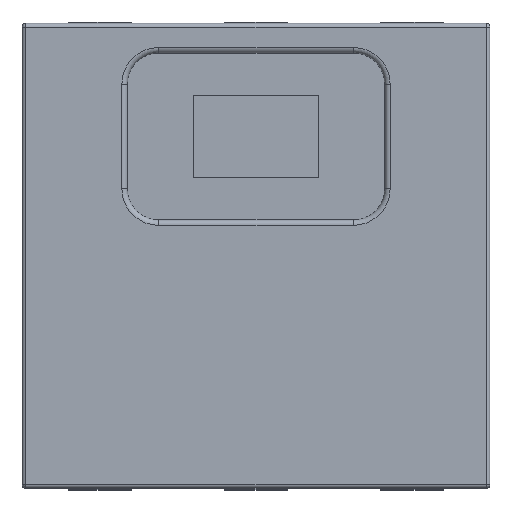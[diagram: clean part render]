
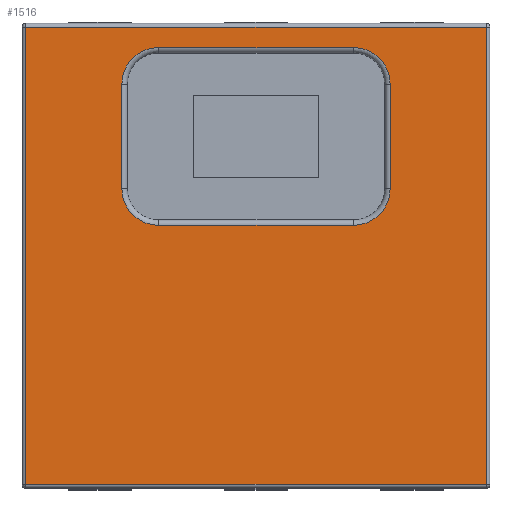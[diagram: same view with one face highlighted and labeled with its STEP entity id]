
A CAD part, top view. The second image highlights one B-rep face of the part: STEP entity #1516.
In plain terms, the highlighted face is planar.
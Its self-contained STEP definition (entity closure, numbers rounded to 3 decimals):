
#23=FACE_BOUND('',#536,.T.);
#28=PLANE('',#1641);
#81=LINE('',#2227,#247);
#85=LINE('',#2243,#251);
#87=LINE('',#2246,#253);
#89=LINE('',#2249,#255);
#129=LINE('',#2346,#295);
#130=LINE('',#2350,#296);
#131=LINE('',#2354,#297);
#132=LINE('',#2358,#298);
#247=VECTOR('',#1783,10.);
#251=VECTOR('',#1801,10.);
#253=VECTOR('',#1805,10.);
#255=VECTOR('',#1809,10.);
#295=VECTOR('',#1879,10.);
#296=VECTOR('',#1882,10.);
#297=VECTOR('',#1885,10.);
#298=VECTOR('',#1888,10.);
#449=FACE_OUTER_BOUND('',#535,.T.);
#535=EDGE_LOOP('',(#1125,#1126,#1127,#1128));
#536=EDGE_LOOP('',(#1129,#1130,#1131,#1132,#1133,#1134,#1135,#1136));
#632=CIRCLE('',#1642,0.235);
#633=CIRCLE('',#1643,0.235);
#634=CIRCLE('',#1644,0.235);
#635=CIRCLE('',#1645,0.235);
#663=VERTEX_POINT('',#2197);
#665=VERTEX_POINT('',#2202);
#670=VERTEX_POINT('',#2215);
#675=VERTEX_POINT('',#2231);
#719=VERTEX_POINT('',#2344);
#720=VERTEX_POINT('',#2345);
#721=VERTEX_POINT('',#2347);
#722=VERTEX_POINT('',#2349);
#723=VERTEX_POINT('',#2351);
#724=VERTEX_POINT('',#2353);
#725=VERTEX_POINT('',#2355);
#726=VERTEX_POINT('',#2357);
#816=EDGE_CURVE('',#663,#670,#81,.T.);
#824=EDGE_CURVE('',#670,#675,#85,.T.);
#826=EDGE_CURVE('',#675,#665,#87,.T.);
#828=EDGE_CURVE('',#665,#663,#89,.T.);
#878=EDGE_CURVE('',#719,#720,#129,.T.);
#879=EDGE_CURVE('',#721,#719,#632,.T.);
#880=EDGE_CURVE('',#722,#721,#130,.T.);
#881=EDGE_CURVE('',#723,#722,#633,.T.);
#882=EDGE_CURVE('',#724,#723,#131,.T.);
#883=EDGE_CURVE('',#725,#724,#634,.T.);
#884=EDGE_CURVE('',#726,#725,#132,.T.);
#885=EDGE_CURVE('',#720,#726,#635,.T.);
#1125=ORIENTED_EDGE('',*,*,#816,.F.);
#1126=ORIENTED_EDGE('',*,*,#828,.F.);
#1127=ORIENTED_EDGE('',*,*,#826,.F.);
#1128=ORIENTED_EDGE('',*,*,#824,.F.);
#1129=ORIENTED_EDGE('',*,*,#878,.F.);
#1130=ORIENTED_EDGE('',*,*,#879,.F.);
#1131=ORIENTED_EDGE('',*,*,#880,.F.);
#1132=ORIENTED_EDGE('',*,*,#881,.F.);
#1133=ORIENTED_EDGE('',*,*,#882,.F.);
#1134=ORIENTED_EDGE('',*,*,#883,.F.);
#1135=ORIENTED_EDGE('',*,*,#884,.F.);
#1136=ORIENTED_EDGE('',*,*,#885,.F.);
#1516=ADVANCED_FACE('',(#449,#23),#28,.T.);
#1641=AXIS2_PLACEMENT_3D('',#2343,#1877,#1878);
#1642=AXIS2_PLACEMENT_3D('',#2348,#1880,#1881);
#1643=AXIS2_PLACEMENT_3D('',#2352,#1883,#1884);
#1644=AXIS2_PLACEMENT_3D('',#2356,#1886,#1887);
#1645=AXIS2_PLACEMENT_3D('',#2359,#1889,#1890);
#1783=DIRECTION('',(1.,0.,0.));
#1801=DIRECTION('',(0.,0.,1.));
#1805=DIRECTION('',(-1.,0.,0.));
#1809=DIRECTION('',(0.,0.,-1.));
#1877=DIRECTION('center_axis',(0.,1.,0.));
#1878=DIRECTION('ref_axis',(0.,0.,1.));
#1879=DIRECTION('',(0.,0.,1.));
#1880=DIRECTION('center_axis',(0.,1.,0.));
#1881=DIRECTION('ref_axis',(-0.707,0.,-0.707));
#1882=DIRECTION('',(-1.,0.,0.));
#1883=DIRECTION('center_axis',(0.,1.,0.));
#1884=DIRECTION('ref_axis',(0.707,0.,-0.707));
#1885=DIRECTION('',(0.,0.,-1.));
#1886=DIRECTION('center_axis',(0.,1.,0.));
#1887=DIRECTION('ref_axis',(0.707,0.,0.707));
#1888=DIRECTION('',(1.,0.,0.));
#1889=DIRECTION('center_axis',(0.,1.,0.));
#1890=DIRECTION('ref_axis',(-0.707,0.,0.707));
#2197=CARTESIAN_POINT('',(-1.475,0.9,-1.465));
#2202=CARTESIAN_POINT('',(-1.475,0.9,1.465));
#2215=CARTESIAN_POINT('',(1.475,0.9,-1.465));
#2227=CARTESIAN_POINT('',(0.75,0.9,-1.465));
#2231=CARTESIAN_POINT('',(1.475,0.9,1.465));
#2243=CARTESIAN_POINT('',(1.475,0.9,0.75));
#2246=CARTESIAN_POINT('',(0.75,0.9,1.465));
#2249=CARTESIAN_POINT('',(-1.475,0.9,0.75));
#2343=CARTESIAN_POINT('Origin',(0.,0.9,0.));
#2344=CARTESIAN_POINT('',(-0.86,0.9,-1.1));
#2345=CARTESIAN_POINT('',(-0.86,0.9,-0.43));
#2346=CARTESIAN_POINT('',(-0.86,0.9,-0.215));
#2347=CARTESIAN_POINT('',(-0.625,0.9,-1.335));
#2348=CARTESIAN_POINT('Origin',(-0.625,0.9,-1.1));
#2349=CARTESIAN_POINT('',(0.625,0.9,-1.335));
#2350=CARTESIAN_POINT('',(0.312,0.9,-1.335));
#2351=CARTESIAN_POINT('',(0.86,0.9,-1.1));
#2352=CARTESIAN_POINT('Origin',(0.625,0.9,-1.1));
#2353=CARTESIAN_POINT('',(0.86,0.9,-0.43));
#2354=CARTESIAN_POINT('',(0.86,0.9,-0.215));
#2355=CARTESIAN_POINT('',(0.625,0.9,-0.195));
#2356=CARTESIAN_POINT('Origin',(0.625,0.9,-0.43));
#2357=CARTESIAN_POINT('',(-0.625,0.9,-0.195));
#2358=CARTESIAN_POINT('',(0.312,0.9,-0.195));
#2359=CARTESIAN_POINT('Origin',(-0.625,0.9,-0.43));
